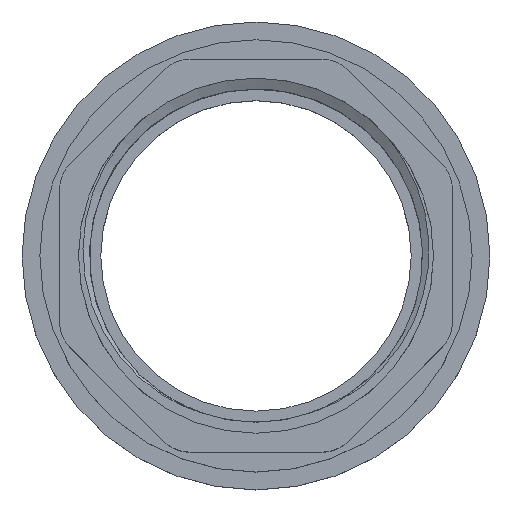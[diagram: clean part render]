
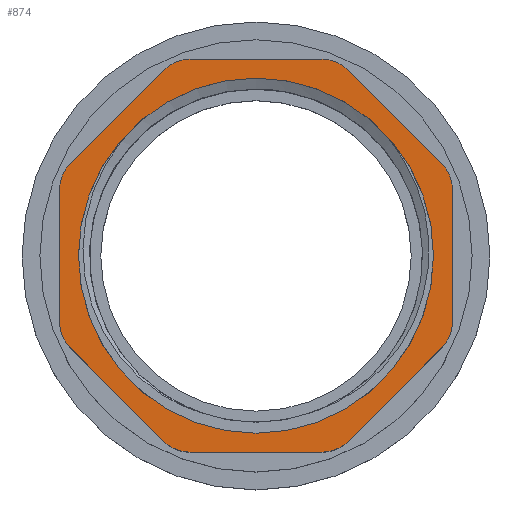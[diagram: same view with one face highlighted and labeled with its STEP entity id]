
A CAD part, top view. The second image highlights one B-rep face of the part: STEP entity #874.
In plain terms, the highlighted planar face has unit normal (0, 0, 1).
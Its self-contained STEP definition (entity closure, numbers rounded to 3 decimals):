
#22=FACE_BOUND('',#116,.T.);
#27=PLANE('',#953);
#62=FACE_OUTER_BOUND('',#115,.T.);
#115=EDGE_LOOP('',(#647,#648,#649,#650,#651,#652,#653,#654,#655,#656,#657,
#658,#659,#660,#661,#662));
#116=EDGE_LOOP('',(#663));
#199=CIRCLE('',#928,23.902);
#210=CIRCLE('',#954,5.);
#211=CIRCLE('',#955,5.);
#212=CIRCLE('',#956,5.);
#213=CIRCLE('',#957,5.);
#214=CIRCLE('',#958,5.);
#215=CIRCLE('',#959,5.);
#216=CIRCLE('',#960,5.);
#217=CIRCLE('',#961,5.);
#247=LINE('',#4067,#299);
#248=LINE('',#4071,#300);
#249=LINE('',#4075,#301);
#250=LINE('',#4079,#302);
#251=LINE('',#4083,#303);
#252=LINE('',#4087,#304);
#253=LINE('',#4091,#305);
#254=LINE('',#4095,#306);
#299=VECTOR('',#1092,1.);
#300=VECTOR('',#1095,1.);
#301=VECTOR('',#1098,1.);
#302=VECTOR('',#1101,1.);
#303=VECTOR('',#1104,1.);
#304=VECTOR('',#1107,1.);
#305=VECTOR('',#1110,1.);
#306=VECTOR('',#1113,1.);
#351=VERTEX_POINT('',#2356);
#385=VERTEX_POINT('',#4065);
#386=VERTEX_POINT('',#4066);
#387=VERTEX_POINT('',#4068);
#388=VERTEX_POINT('',#4070);
#389=VERTEX_POINT('',#4072);
#390=VERTEX_POINT('',#4074);
#391=VERTEX_POINT('',#4076);
#392=VERTEX_POINT('',#4078);
#393=VERTEX_POINT('',#4080);
#394=VERTEX_POINT('',#4082);
#395=VERTEX_POINT('',#4084);
#396=VERTEX_POINT('',#4086);
#397=VERTEX_POINT('',#4088);
#398=VERTEX_POINT('',#4090);
#399=VERTEX_POINT('',#4092);
#400=VERTEX_POINT('',#4094);
#446=EDGE_CURVE('',#351,#351,#199,.T.);
#491=EDGE_CURVE('',#385,#386,#247,.T.);
#492=EDGE_CURVE('',#386,#387,#210,.T.);
#493=EDGE_CURVE('',#387,#388,#248,.T.);
#494=EDGE_CURVE('',#388,#389,#211,.T.);
#495=EDGE_CURVE('',#389,#390,#249,.T.);
#496=EDGE_CURVE('',#390,#391,#212,.T.);
#497=EDGE_CURVE('',#391,#392,#250,.T.);
#498=EDGE_CURVE('',#392,#393,#213,.T.);
#499=EDGE_CURVE('',#393,#394,#251,.T.);
#500=EDGE_CURVE('',#394,#395,#214,.T.);
#501=EDGE_CURVE('',#395,#396,#252,.T.);
#502=EDGE_CURVE('',#396,#397,#215,.T.);
#503=EDGE_CURVE('',#397,#398,#253,.T.);
#504=EDGE_CURVE('',#398,#399,#216,.T.);
#505=EDGE_CURVE('',#399,#400,#254,.T.);
#506=EDGE_CURVE('',#400,#385,#217,.T.);
#647=ORIENTED_EDGE('',*,*,#491,.T.);
#648=ORIENTED_EDGE('',*,*,#492,.T.);
#649=ORIENTED_EDGE('',*,*,#493,.T.);
#650=ORIENTED_EDGE('',*,*,#494,.T.);
#651=ORIENTED_EDGE('',*,*,#495,.T.);
#652=ORIENTED_EDGE('',*,*,#496,.T.);
#653=ORIENTED_EDGE('',*,*,#497,.T.);
#654=ORIENTED_EDGE('',*,*,#498,.T.);
#655=ORIENTED_EDGE('',*,*,#499,.T.);
#656=ORIENTED_EDGE('',*,*,#500,.T.);
#657=ORIENTED_EDGE('',*,*,#501,.T.);
#658=ORIENTED_EDGE('',*,*,#502,.T.);
#659=ORIENTED_EDGE('',*,*,#503,.T.);
#660=ORIENTED_EDGE('',*,*,#504,.T.);
#661=ORIENTED_EDGE('',*,*,#505,.T.);
#662=ORIENTED_EDGE('',*,*,#506,.T.);
#663=ORIENTED_EDGE('',*,*,#446,.T.);
#874=ADVANCED_FACE('',(#62,#22),#27,.T.);
#928=AXIS2_PLACEMENT_3D('',#2357,#1027,#1028);
#953=AXIS2_PLACEMENT_3D('',#4064,#1090,#1091);
#954=AXIS2_PLACEMENT_3D('',#4069,#1093,#1094);
#955=AXIS2_PLACEMENT_3D('',#4073,#1096,#1097);
#956=AXIS2_PLACEMENT_3D('',#4077,#1099,#1100);
#957=AXIS2_PLACEMENT_3D('',#4081,#1102,#1103);
#958=AXIS2_PLACEMENT_3D('',#4085,#1105,#1106);
#959=AXIS2_PLACEMENT_3D('',#4089,#1108,#1109);
#960=AXIS2_PLACEMENT_3D('',#4093,#1111,#1112);
#961=AXIS2_PLACEMENT_3D('',#4096,#1114,#1115);
#1027=DIRECTION('center_axis',(0.,0.,-1.));
#1028=DIRECTION('ref_axis',(0.,-1.,0.));
#1090=DIRECTION('center_axis',(0.,0.,1.));
#1091=DIRECTION('ref_axis',(0.,-1.,0.));
#1092=DIRECTION('',(-1.,0.,0.));
#1093=DIRECTION('center_axis',(0.,0.,1.));
#1094=DIRECTION('ref_axis',(0.,-1.,0.));
#1095=DIRECTION('',(-0.707,-0.707,0.));
#1096=DIRECTION('center_axis',(0.,0.,1.));
#1097=DIRECTION('ref_axis',(0.,-1.,0.));
#1098=DIRECTION('',(0.,-1.,0.));
#1099=DIRECTION('center_axis',(0.,0.,1.));
#1100=DIRECTION('ref_axis',(0.,-1.,0.));
#1101=DIRECTION('',(0.707,-0.707,0.));
#1102=DIRECTION('center_axis',(0.,0.,1.));
#1103=DIRECTION('ref_axis',(0.,-1.,0.));
#1104=DIRECTION('',(1.,0.,0.));
#1105=DIRECTION('center_axis',(0.,0.,1.));
#1106=DIRECTION('ref_axis',(0.,-1.,0.));
#1107=DIRECTION('',(0.707,0.707,0.));
#1108=DIRECTION('center_axis',(0.,0.,1.));
#1109=DIRECTION('ref_axis',(0.,-1.,0.));
#1110=DIRECTION('',(0.,1.,0.));
#1111=DIRECTION('center_axis',(0.,0.,1.));
#1112=DIRECTION('ref_axis',(0.,-1.,0.));
#1113=DIRECTION('',(-0.707,0.707,0.));
#1114=DIRECTION('center_axis',(0.,0.,1.));
#1115=DIRECTION('ref_axis',(0.,-1.,0.));
#2356=CARTESIAN_POINT('',(0.,23.902,27.));
#2357=CARTESIAN_POINT('Origin',(0.,0.,27.));
#4064=CARTESIAN_POINT('Origin',(0.,23.901,27.));
#4065=CARTESIAN_POINT('',(8.885,26.45,27.));
#4066=CARTESIAN_POINT('',(-8.885,26.45,27.));
#4067=CARTESIAN_POINT('',(10.956,26.45,27.));
#4068=CARTESIAN_POINT('',(-12.42,24.986,27.));
#4069=CARTESIAN_POINT('Origin',(-8.885,21.45,27.));
#4070=CARTESIAN_POINT('',(-24.986,12.42,27.));
#4071=CARTESIAN_POINT('',(-10.956,26.45,27.));
#4072=CARTESIAN_POINT('',(-26.45,8.885,27.));
#4073=CARTESIAN_POINT('Origin',(-21.45,8.885,27.));
#4074=CARTESIAN_POINT('',(-26.45,-8.885,27.));
#4075=CARTESIAN_POINT('',(-26.45,10.956,27.));
#4076=CARTESIAN_POINT('',(-24.986,-12.42,27.));
#4077=CARTESIAN_POINT('Origin',(-21.45,-8.885,27.));
#4078=CARTESIAN_POINT('',(-12.42,-24.986,27.));
#4079=CARTESIAN_POINT('',(-26.45,-10.956,27.));
#4080=CARTESIAN_POINT('',(-8.885,-26.45,27.));
#4081=CARTESIAN_POINT('Origin',(-8.885,-21.45,27.));
#4082=CARTESIAN_POINT('',(8.885,-26.45,27.));
#4083=CARTESIAN_POINT('',(-10.956,-26.45,27.));
#4084=CARTESIAN_POINT('',(12.42,-24.986,27.));
#4085=CARTESIAN_POINT('Origin',(8.885,-21.45,27.));
#4086=CARTESIAN_POINT('',(24.986,-12.42,27.));
#4087=CARTESIAN_POINT('',(10.956,-26.45,27.));
#4088=CARTESIAN_POINT('',(26.45,-8.885,27.));
#4089=CARTESIAN_POINT('Origin',(21.45,-8.885,27.));
#4090=CARTESIAN_POINT('',(26.45,8.885,27.));
#4091=CARTESIAN_POINT('',(26.45,-10.956,27.));
#4092=CARTESIAN_POINT('',(24.986,12.42,27.));
#4093=CARTESIAN_POINT('Origin',(21.45,8.885,27.));
#4094=CARTESIAN_POINT('',(12.42,24.986,27.));
#4095=CARTESIAN_POINT('',(26.45,10.956,27.));
#4096=CARTESIAN_POINT('Origin',(8.885,21.45,27.));
